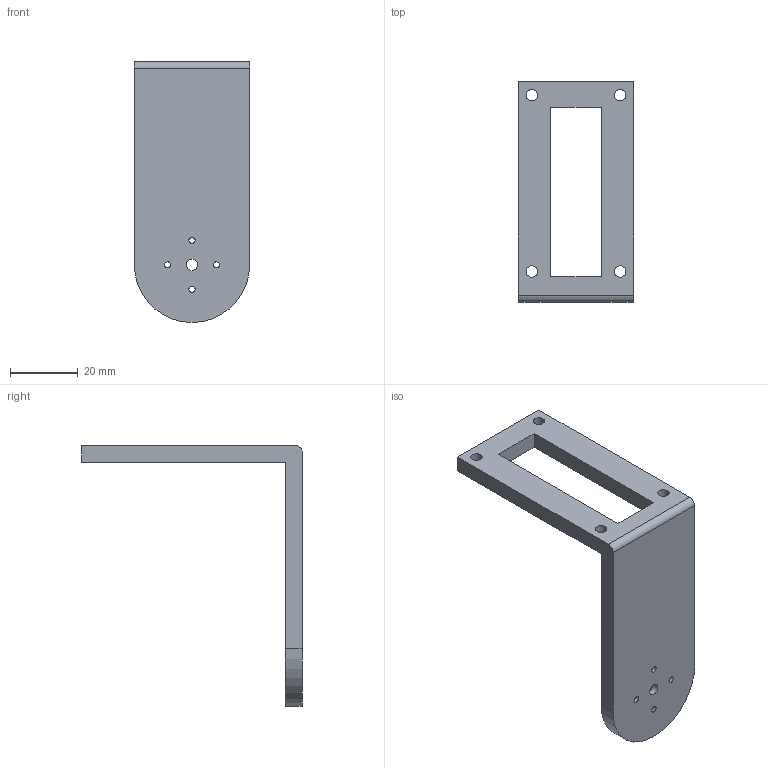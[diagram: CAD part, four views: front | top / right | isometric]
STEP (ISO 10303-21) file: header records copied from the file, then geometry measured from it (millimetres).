
FILE_DESCRIPTION(/* description */ ('STEP AP214'),/* implementation_level */ '2;1');
FILE_NAME(/* name */ '6819420f50d50a4ee4875a76',/* time_stamp */ '2025-05-05T22:56:16Z',/* author */ (''),/* organization */ (''),/* preprocessor_version */ 'ST-DEVELOPER v20',/* originating_system */ 'ONSHAPE BY PTC INC, 1.197',/* authorisation */ ' ');
FILE_SCHEMA (('AUTOMOTIVE_DESIGN {1 0 10303 214 3 1 1}'));
Length unit declared in the file: metre
Products named in the file (1): Part 1
Bounding box: 34 x 65 x 77 mm (x, y, z)
Volume: 17896.7 mm3; surface area: 10177.5 mm2
Topology: 1 solids, 1 shells, 26 faces, 66 edges, 44 vertices
Faces by surface type: cylinder 13, plane 13
Full cylindrical faces by diameter (mm): 1.8 x4, 3.4 x5, 9.5 x1, 21 x1
Entity records: 811 total; most frequent: DIRECTION 135, CARTESIAN_POINT 126, ORIENTED_EDGE 110, EDGE_LOOP 59, FACE_BOUND 59, EDGE_CURVE 55, AXIS2_PLACEMENT_3D 53, VERTEX_POINT 44
